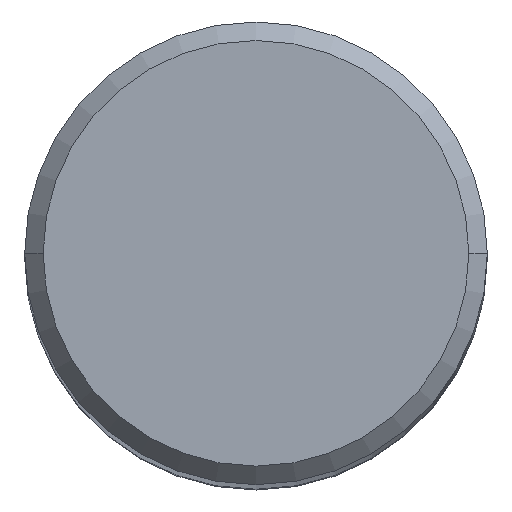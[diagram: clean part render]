
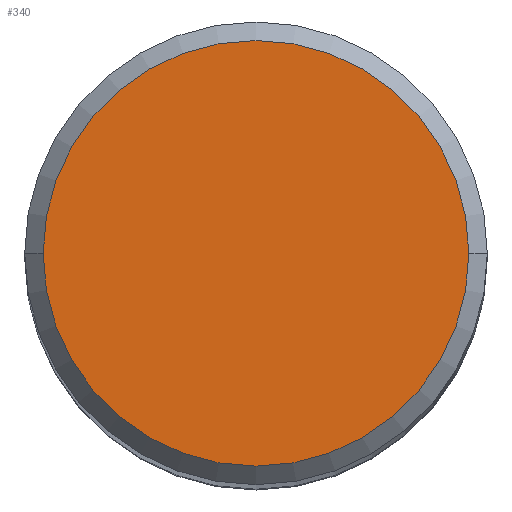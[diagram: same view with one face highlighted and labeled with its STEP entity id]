
A CAD part, top view. The second image highlights one B-rep face of the part: STEP entity #340.
In plain terms, the highlighted planar face has unit normal (0, 0, 1).
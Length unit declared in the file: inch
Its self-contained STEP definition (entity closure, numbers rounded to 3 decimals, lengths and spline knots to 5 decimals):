
#18 = CARTESIAN_POINT ( 'NONE',  ( 0.1725, 0., 2.5 ) ) ;
#74 = CARTESIAN_POINT ( 'NONE',  ( 0., 0., 2.5 ) ) ;
#104 = AXIS2_PLACEMENT_3D ( 'NONE', #74, #292, #375 ) ;
#111 = ORIENTED_EDGE ( 'NONE', *, *, #121, .T. ) ;
#121 = EDGE_CURVE ( 'NONE', #272, #289, #346, .T. ) ;
#137 = EDGE_CURVE ( 'NONE', #289, #272, #323, .T. ) ;
#149 = AXIS2_PLACEMENT_3D ( 'NONE', #362, #271, #220 ) ;
#170 = DIRECTION ( 'NONE',  ( 0., 0., 1. ) ) ;
#213 = FACE_OUTER_BOUND ( 'NONE', #314, .T. ) ;
#217 = ORIENTED_EDGE ( 'NONE', *, *, #137, .T. ) ;
#220 = DIRECTION ( 'NONE',  ( 1., 0., 0. ) ) ;
#268 = DIRECTION ( 'NONE',  ( 1., 0., 0. ) ) ;
#271 = DIRECTION ( 'NONE',  ( 0., 0., 1. ) ) ;
#272 = VERTEX_POINT ( 'NONE', #331 ) ;
#289 = VERTEX_POINT ( 'NONE', #18 ) ;
#291 = CARTESIAN_POINT ( 'NONE',  ( 0., 0., 2.5 ) ) ;
#292 = DIRECTION ( 'NONE',  ( 0., 0., 1. ) ) ;
#314 = EDGE_LOOP ( 'NONE', ( #111, #217 ) ) ;
#323 = CIRCLE ( 'NONE', #104, 0.1725 ) ;
#331 = CARTESIAN_POINT ( 'NONE',  ( -0.1725, 0., 2.5 ) ) ;
#340 = ADVANCED_FACE ( 'NONE', ( #213 ), #388, .T. ) ;
#346 = CIRCLE ( 'NONE', #397, 0.1725 ) ;
#362 = CARTESIAN_POINT ( 'NONE',  ( 0., 0., 2.5 ) ) ;
#375 = DIRECTION ( 'NONE',  ( 1., 0., 0. ) ) ;
#388 = PLANE ( 'NONE',  #149 ) ;
#397 = AXIS2_PLACEMENT_3D ( 'NONE', #291, #170, #268 ) ;
